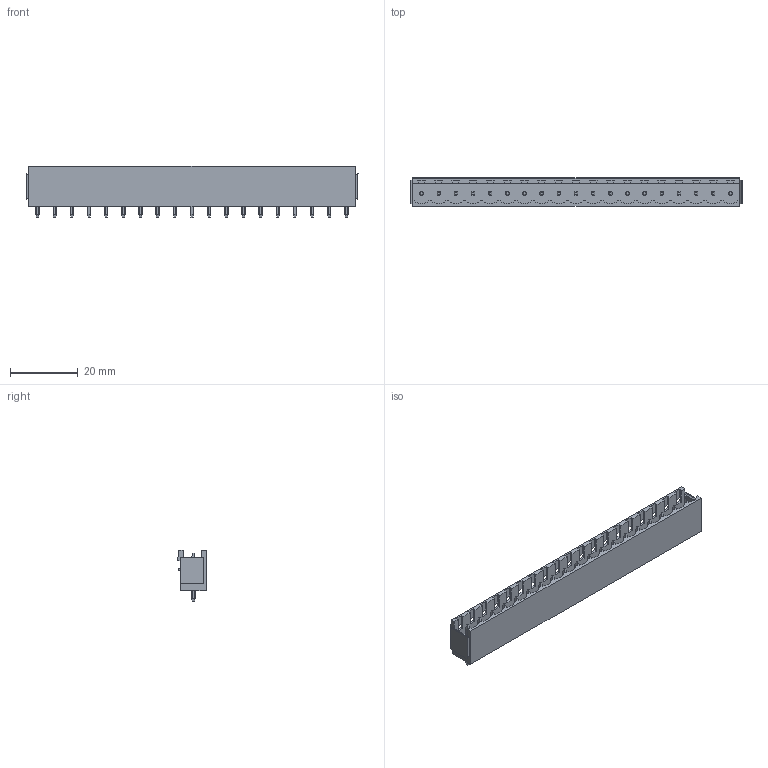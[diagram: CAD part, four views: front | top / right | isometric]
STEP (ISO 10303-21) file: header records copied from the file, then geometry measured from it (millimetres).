
FILE_DESCRIPTION(('CATIA V5 STEP Exchange','CAx-IF Rec.Pracs.--- Model Styling and Organization---1.2---2011-12-15'),'2;1');
FILE_NAME ('D1449091_0', '2018-10-27T04:26:56+00:00', ('none'), ('Weidmueller'), 'CATIA Version 5-6 Release 2014', 'CATIA V5 STEP AP214', 'none');
FILE_SCHEMA(('AUTOMOTIVE_DESIGN { 1 0 10303 214 1 1 1 1 }'));
Length unit declared in the file: millimetre
Products named in the file (1): 1147870000
Bounding box: 98.28 x 8.43 x 15.2 mm (x, y, z)
Volume: 4488.8 mm3; surface area: 7290.5 mm2
Topology: 20 solids, 20 shells, 731 faces, 2191 edges, 1462 vertices
Faces by surface type: plane 558, cylinder 173
Entity records: 22801 total; most frequent: CARTESIAN_POINT 5123, ORIENTED_EDGE 4382, DIRECTION 2545, EDGE_CURVE 2191, VECTOR 1537, LINE 1537, VERTEX_POINT 1462, EDGE_LOOP 769
